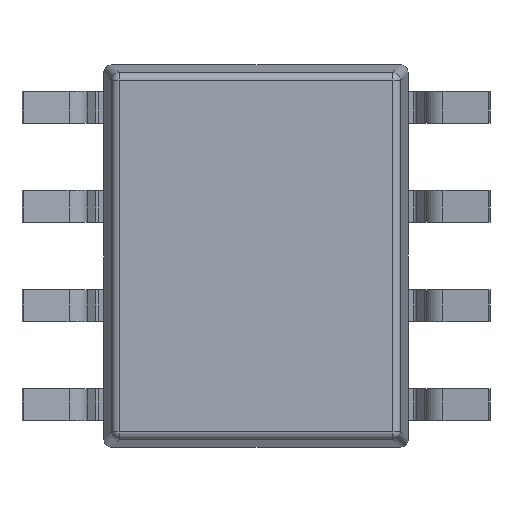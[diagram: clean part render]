
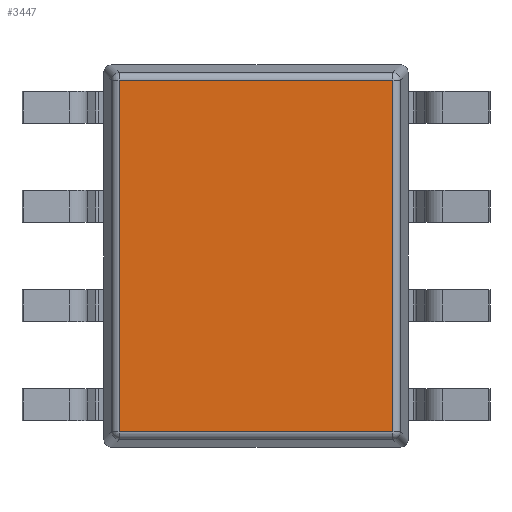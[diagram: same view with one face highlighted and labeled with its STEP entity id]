
A CAD part, front view. The second image highlights one B-rep face of the part: STEP entity #3447.
In plain terms, the highlighted planar face has unit normal (0, -1, 0).
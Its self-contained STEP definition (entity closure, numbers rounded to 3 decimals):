
#100 = CARTESIAN_POINT ( 'NONE',  ( 1.752, 0.25, 2.336 ) ) ;
#140 = EDGE_LOOP ( 'NONE', ( #1644, #4383, #709, #1335 ) ) ;
#314 = DIRECTION ( 'NONE',  ( 0., 0., -1. ) ) ;
#597 = CARTESIAN_POINT ( 'NONE',  ( -1.752, 0.25, -2.336 ) ) ;
#672 = VECTOR ( 'NONE', #4459, 1000. ) ;
#709 = ORIENTED_EDGE ( 'NONE', *, *, #2920, .T. ) ;
#758 = DIRECTION ( 'NONE',  ( 0., -1., 0. ) ) ;
#794 = DIRECTION ( 'NONE',  ( 0., 0., 1. ) ) ;
#1234 = CARTESIAN_POINT ( 'NONE',  ( 1.752, 0.25, -2.252 ) ) ;
#1324 = DIRECTION ( 'NONE',  ( 1., 0., 0. ) ) ;
#1335 = ORIENTED_EDGE ( 'NONE', *, *, #1718, .T. ) ;
#1475 = CARTESIAN_POINT ( 'NONE',  ( -1.836, 0.25, 2.252 ) ) ;
#1644 = ORIENTED_EDGE ( 'NONE', *, *, #4551, .T. ) ;
#1718 = EDGE_CURVE ( 'NONE', #1879, #3132, #3112, .T. ) ;
#1879 = VERTEX_POINT ( 'NONE', #1234 ) ;
#2089 = CARTESIAN_POINT ( 'NONE',  ( 1.836, 0.25, -2.252 ) ) ;
#2194 = LINE ( 'NONE', #1475, #672 ) ;
#2406 = VERTEX_POINT ( 'NONE', #4528 ) ;
#2920 = EDGE_CURVE ( 'NONE', #3569, #1879, #4338, .T. ) ;
#2973 = VECTOR ( 'NONE', #3757, 1000. ) ;
#3112 = LINE ( 'NONE', #100, #3585 ) ;
#3132 = VERTEX_POINT ( 'NONE', #3393 ) ;
#3370 = VECTOR ( 'NONE', #1324, 1000. ) ;
#3393 = CARTESIAN_POINT ( 'NONE',  ( 1.752, 0.25, 2.252 ) ) ;
#3447 = ADVANCED_FACE ( 'NONE', ( #4439 ), #3711, .T. ) ;
#3569 = VERTEX_POINT ( 'NONE', #3872 ) ;
#3585 = VECTOR ( 'NONE', #794, 1000. ) ;
#3711 = PLANE ( 'NONE',  #4203 ) ;
#3757 = DIRECTION ( 'NONE',  ( 0., 0., -1. ) ) ;
#3872 = CARTESIAN_POINT ( 'NONE',  ( -1.752, 0.25, -2.252 ) ) ;
#3945 = LINE ( 'NONE', #597, #2973 ) ;
#4154 = CARTESIAN_POINT ( 'NONE',  ( 0., 0.25, 0. ) ) ;
#4203 = AXIS2_PLACEMENT_3D ( 'NONE', #4154, #758, #314 ) ;
#4338 = LINE ( 'NONE', #2089, #3370 ) ;
#4383 = ORIENTED_EDGE ( 'NONE', *, *, #4541, .T. ) ;
#4439 = FACE_OUTER_BOUND ( 'NONE', #140, .T. ) ;
#4459 = DIRECTION ( 'NONE',  ( -1., 0., 0. ) ) ;
#4528 = CARTESIAN_POINT ( 'NONE',  ( -1.752, 0.25, 2.252 ) ) ;
#4541 = EDGE_CURVE ( 'NONE', #2406, #3569, #3945, .T. ) ;
#4551 = EDGE_CURVE ( 'NONE', #3132, #2406, #2194, .T. ) ;
